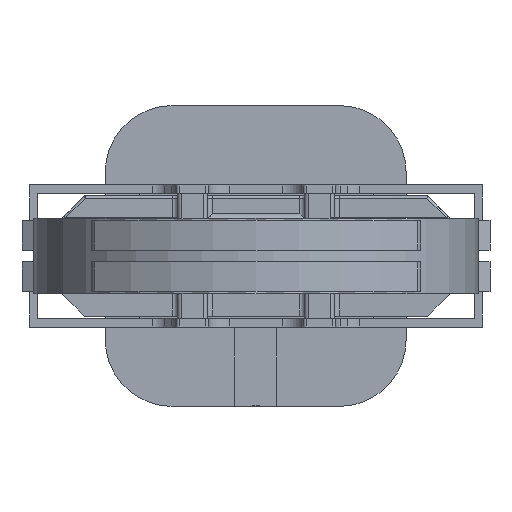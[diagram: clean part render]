
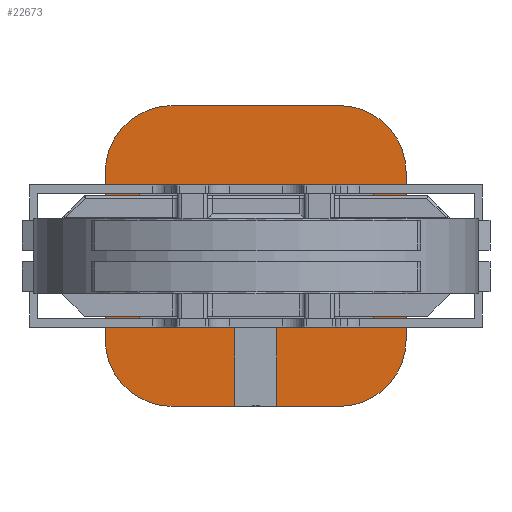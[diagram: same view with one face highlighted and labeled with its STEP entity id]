
A CAD part, front view. The second image highlights one B-rep face of the part: STEP entity #22673.
In plain terms, the highlighted planar face has unit normal (0, -1, 0).
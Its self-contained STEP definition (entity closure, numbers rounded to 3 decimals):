
#179 = LINE ( 'NONE', #11582, #1075 ) ;
#429 = VERTEX_POINT ( 'NONE', #29575 ) ;
#534 = EDGE_CURVE ( 'NONE', #30644, #33638, #13647, .T. ) ;
#759 = CIRCLE ( 'NONE', #17028, 80. ) ;
#820 = CARTESIAN_POINT ( 'NONE',  ( -100.4, 1117., 173. ) ) ;
#898 = VERTEX_POINT ( 'NONE', #820 ) ;
#1048 = CARTESIAN_POINT ( 'NONE',  ( -25.4, 1117., -252.299 ) ) ;
#1075 = VECTOR ( 'NONE', #22516, 1000. ) ;
#1076 = DIRECTION ( 'NONE',  ( 0., 0., 1. ) ) ;
#1194 = CARTESIAN_POINT ( 'NONE',  ( -100.4, 1117., 93. ) ) ;
#1567 = VERTEX_POINT ( 'NONE', #16144 ) ;
#2105 = VERTEX_POINT ( 'NONE', #29126 ) ;
#2361 = LINE ( 'NONE', #6823, #16234 ) ;
#2586 = DIRECTION ( 'NONE',  ( 0., 0., 1. ) ) ;
#2688 = CARTESIAN_POINT ( 'NONE',  ( -25.4, 1117., -82. ) ) ;
#2738 = CARTESIAN_POINT ( 'NONE',  ( -100.4, 1117., -107. ) ) ;
#3021 = DIRECTION ( 'NONE',  ( 0., 0., 1. ) ) ;
#3084 = EDGE_CURVE ( 'NONE', #898, #7106, #37036, .T. ) ;
#3821 = CARTESIAN_POINT ( 'NONE',  ( 99.6, 1117., -187. ) ) ;
#4388 = LINE ( 'NONE', #24986, #5285 ) ;
#4510 = CARTESIAN_POINT ( 'NONE',  ( 99.6, 1117., -187. ) ) ;
#4596 = VECTOR ( 'NONE', #6127, 1000. ) ;
#5285 = VECTOR ( 'NONE', #19081, 1000. ) ;
#5565 = VERTEX_POINT ( 'NONE', #28933 ) ;
#5870 = CARTESIAN_POINT ( 'NONE',  ( 99.6, 1117., 173. ) ) ;
#6127 = DIRECTION ( 'NONE',  ( 0., 0., -1. ) ) ;
#6431 = EDGE_LOOP ( 'NONE', ( #37076, #16102, #21861, #8264, #11592, #11963, #29501, #10298, #28635, #32348, #24529, #8579, #36596, #25175, #33130, #28852 ) ) ;
#6723 = DIRECTION ( 'NONE',  ( 0., 1., 0. ) ) ;
#6741 = DIRECTION ( 'NONE',  ( 1., 0., 0. ) ) ;
#6823 = CARTESIAN_POINT ( 'NONE',  ( 179.6, 1117., 93. ) ) ;
#7106 = VERTEX_POINT ( 'NONE', #5870 ) ;
#7642 = VERTEX_POINT ( 'NONE', #29522 ) ;
#7983 = FACE_OUTER_BOUND ( 'NONE', #6431, .T. ) ;
#8042 = LINE ( 'NONE', #1048, #21464 ) ;
#8264 = ORIENTED_EDGE ( 'NONE', *, *, #9404, .T. ) ;
#8579 = ORIENTED_EDGE ( 'NONE', *, *, #3084, .F. ) ;
#8759 = LINE ( 'NONE', #18215, #11860 ) ;
#8812 = CARTESIAN_POINT ( 'NONE',  ( 24.6, 1117., -187. ) ) ;
#8889 = LINE ( 'NONE', #3821, #23241 ) ;
#9392 = CARTESIAN_POINT ( 'NONE',  ( 99.6, 1117., -187. ) ) ;
#9404 = EDGE_CURVE ( 'NONE', #9517, #7642, #8759, .T. ) ;
#9410 = AXIS2_PLACEMENT_3D ( 'NONE', #20676, #18272, #21061 ) ;
#9517 = VERTEX_POINT ( 'NONE', #19172 ) ;
#9890 = CARTESIAN_POINT ( 'NONE',  ( -140., 1117., -82. ) ) ;
#9940 = CARTESIAN_POINT ( 'NONE',  ( -180.4, 1117., 93. ) ) ;
#10298 = ORIENTED_EDGE ( 'NONE', *, *, #534, .F. ) ;
#11124 = EDGE_CURVE ( 'NONE', #429, #16363, #2361, .T. ) ;
#11253 = CARTESIAN_POINT ( 'NONE',  ( 179.6, 1117., -107. ) ) ;
#11367 = CARTESIAN_POINT ( 'NONE',  ( 24.6, 1117., -82. ) ) ;
#11506 = CARTESIAN_POINT ( 'NONE',  ( -180.4, 1117., -107. ) ) ;
#11582 = CARTESIAN_POINT ( 'NONE',  ( 24.6, 1117., -252.299 ) ) ;
#11592 = ORIENTED_EDGE ( 'NONE', *, *, #14316, .T. ) ;
#11658 = EDGE_CURVE ( 'NONE', #22859, #22446, #35914, .T. ) ;
#11741 = CARTESIAN_POINT ( 'NONE',  ( -140., 1117., 68. ) ) ;
#11860 = VECTOR ( 'NONE', #6741, 1000. ) ;
#11963 = ORIENTED_EDGE ( 'NONE', *, *, #23942, .F. ) ;
#12062 = DIRECTION ( 'NONE',  ( 0., 0., -1. ) ) ;
#12633 = VECTOR ( 'NONE', #23775, 1000. ) ;
#13647 = LINE ( 'NONE', #4510, #19459 ) ;
#13849 = CARTESIAN_POINT ( 'NONE',  ( 99.6, 1117., 93. ) ) ;
#13986 = DIRECTION ( 'NONE',  ( 0., 1., 0. ) ) ;
#14047 = EDGE_CURVE ( 'NONE', #5565, #2105, #8889, .T. ) ;
#14316 = EDGE_CURVE ( 'NONE', #7642, #1567, #4388, .T. ) ;
#14414 = EDGE_CURVE ( 'NONE', #7106, #429, #32162, .T. ) ;
#14696 = EDGE_CURVE ( 'NONE', #5565, #22446, #8042, .T. ) ;
#14901 = CIRCLE ( 'NONE', #22455, 80. ) ;
#16102 = ORIENTED_EDGE ( 'NONE', *, *, #11658, .F. ) ;
#16144 = CARTESIAN_POINT ( 'NONE',  ( 140., 1117., -82. ) ) ;
#16234 = VECTOR ( 'NONE', #12062, 1000. ) ;
#16363 = VERTEX_POINT ( 'NONE', #11253 ) ;
#16865 = DIRECTION ( 'NONE',  ( 0., 0., 1. ) ) ;
#16879 = VECTOR ( 'NONE', #35468, 1000. ) ;
#17028 = AXIS2_PLACEMENT_3D ( 'NONE', #22418, #25177, #22664 ) ;
#17555 = AXIS2_PLACEMENT_3D ( 'NONE', #2738, #13986, #16865 ) ;
#17979 = CARTESIAN_POINT ( 'NONE',  ( -140., 1117., -82. ) ) ;
#18211 = VERTEX_POINT ( 'NONE', #35825 ) ;
#18215 = CARTESIAN_POINT ( 'NONE',  ( -140., 1117., 68. ) ) ;
#18272 = DIRECTION ( 'NONE',  ( 0., 1., 0. ) ) ;
#19081 = DIRECTION ( 'NONE',  ( 0., 0., -1. ) ) ;
#19172 = CARTESIAN_POINT ( 'NONE',  ( -140., 1117., 68. ) ) ;
#19459 = VECTOR ( 'NONE', #21166, 1000. ) ;
#19859 = CARTESIAN_POINT ( 'NONE',  ( -140., 1117., -82. ) ) ;
#20676 = CARTESIAN_POINT ( 'NONE',  ( 99.6, 1117., 93. ) ) ;
#21061 = DIRECTION ( 'NONE',  ( 0., 0., 1. ) ) ;
#21166 = DIRECTION ( 'NONE',  ( -1., 0., 0. ) ) ;
#21310 = DIRECTION ( 'NONE',  ( 0., 0., 1. ) ) ;
#21464 = VECTOR ( 'NONE', #21310, 1000. ) ;
#21617 = LINE ( 'NONE', #11741, #4596 ) ;
#21861 = ORIENTED_EDGE ( 'NONE', *, *, #31657, .F. ) ;
#22418 = CARTESIAN_POINT ( 'NONE',  ( 99.6, 1117., -107. ) ) ;
#22446 = VERTEX_POINT ( 'NONE', #2688 ) ;
#22455 = AXIS2_PLACEMENT_3D ( 'NONE', #1194, #6723, #1076 ) ;
#22516 = DIRECTION ( 'NONE',  ( 0., 0., 1. ) ) ;
#22664 = DIRECTION ( 'NONE',  ( 0., 0., 1. ) ) ;
#22673 = ADVANCED_FACE ( 'NONE', ( #7983 ), #29342, .F. ) ;
#22859 = VERTEX_POINT ( 'NONE', #9890 ) ;
#23195 = CIRCLE ( 'NONE', #17555, 80. ) ;
#23241 = VECTOR ( 'NONE', #29655, 1000. ) ;
#23775 = DIRECTION ( 'NONE',  ( 1., 0., 0. ) ) ;
#23828 = EDGE_CURVE ( 'NONE', #2105, #18211, #23195, .T. ) ;
#23942 = EDGE_CURVE ( 'NONE', #30369, #1567, #30809, .T. ) ;
#24529 = ORIENTED_EDGE ( 'NONE', *, *, #14414, .F. ) ;
#24986 = CARTESIAN_POINT ( 'NONE',  ( 140., 1117., 68. ) ) ;
#25175 = ORIENTED_EDGE ( 'NONE', *, *, #35997, .F. ) ;
#25177 = DIRECTION ( 'NONE',  ( 0., 1., 0. ) ) ;
#26710 = EDGE_CURVE ( 'NONE', #29652, #898, #14901, .T. ) ;
#27211 = VECTOR ( 'NONE', #31150, 1000. ) ;
#27290 = LINE ( 'NONE', #11506, #36646 ) ;
#27682 = AXIS2_PLACEMENT_3D ( 'NONE', #13849, #34254, #2586 ) ;
#28635 = ORIENTED_EDGE ( 'NONE', *, *, #29423, .F. ) ;
#28852 = ORIENTED_EDGE ( 'NONE', *, *, #14047, .F. ) ;
#28933 = CARTESIAN_POINT ( 'NONE',  ( -25.4, 1117., -187. ) ) ;
#29126 = CARTESIAN_POINT ( 'NONE',  ( -100.4, 1117., -187. ) ) ;
#29342 = PLANE ( 'NONE',  #9410 ) ;
#29423 = EDGE_CURVE ( 'NONE', #16363, #30644, #759, .T. ) ;
#29501 = ORIENTED_EDGE ( 'NONE', *, *, #31017, .F. ) ;
#29522 = CARTESIAN_POINT ( 'NONE',  ( 140., 1117., 68. ) ) ;
#29575 = CARTESIAN_POINT ( 'NONE',  ( 179.6, 1117., 93. ) ) ;
#29652 = VERTEX_POINT ( 'NONE', #9940 ) ;
#29655 = DIRECTION ( 'NONE',  ( -1., 0., 0. ) ) ;
#30369 = VERTEX_POINT ( 'NONE', #11367 ) ;
#30644 = VERTEX_POINT ( 'NONE', #9392 ) ;
#30809 = LINE ( 'NONE', #19859, #27211 ) ;
#31017 = EDGE_CURVE ( 'NONE', #33638, #30369, #179, .T. ) ;
#31150 = DIRECTION ( 'NONE',  ( 1., 0., 0. ) ) ;
#31657 = EDGE_CURVE ( 'NONE', #9517, #22859, #21617, .T. ) ;
#32162 = CIRCLE ( 'NONE', #27682, 80. ) ;
#32348 = ORIENTED_EDGE ( 'NONE', *, *, #11124, .F. ) ;
#32568 = CARTESIAN_POINT ( 'NONE',  ( -100.4, 1117., 173. ) ) ;
#33130 = ORIENTED_EDGE ( 'NONE', *, *, #23828, .F. ) ;
#33638 = VERTEX_POINT ( 'NONE', #8812 ) ;
#34254 = DIRECTION ( 'NONE',  ( 0., 1., 0. ) ) ;
#35468 = DIRECTION ( 'NONE',  ( 1., 0., 0. ) ) ;
#35825 = CARTESIAN_POINT ( 'NONE',  ( -180.4, 1117., -107. ) ) ;
#35914 = LINE ( 'NONE', #17979, #12633 ) ;
#35997 = EDGE_CURVE ( 'NONE', #18211, #29652, #27290, .T. ) ;
#36596 = ORIENTED_EDGE ( 'NONE', *, *, #26710, .F. ) ;
#36646 = VECTOR ( 'NONE', #3021, 1000. ) ;
#37036 = LINE ( 'NONE', #32568, #16879 ) ;
#37076 = ORIENTED_EDGE ( 'NONE', *, *, #14696, .T. ) ;
